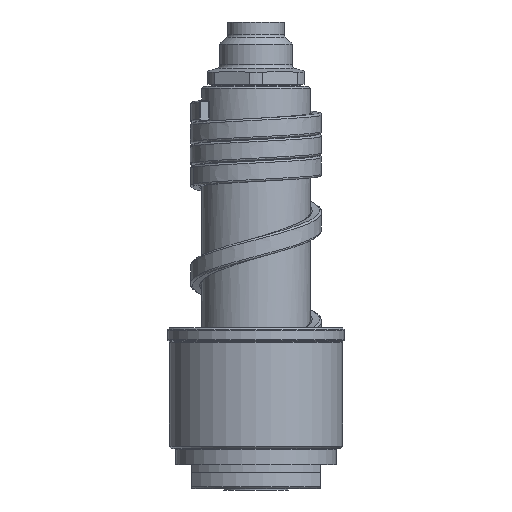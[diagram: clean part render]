
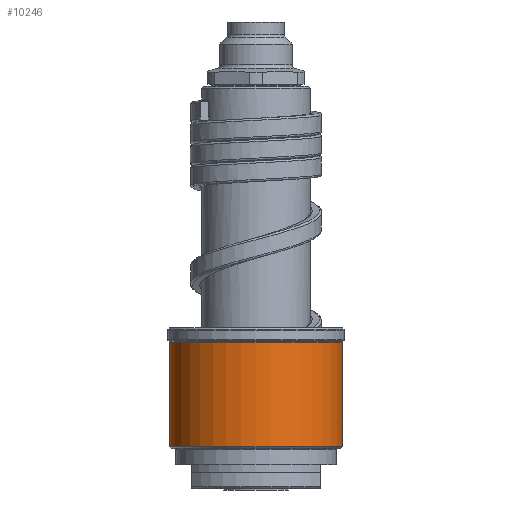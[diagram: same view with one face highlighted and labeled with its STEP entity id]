
A CAD part, front view. The second image highlights one B-rep face of the part: STEP entity #10246.
In plain terms, the highlighted cylindrical face has radius 21.5 mm (diameter 43 mm), a partial arc.
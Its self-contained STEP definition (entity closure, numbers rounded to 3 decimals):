
#3068=CARTESIAN_POINT('',(0.,0.,10.583));
#3069=DIRECTION('',(0.,0.,1.));
#3070=DIRECTION('',(-1.,0.,0.));
#3071=AXIS2_PLACEMENT_3D('',#3068,#3069,#3070);
#3073=DIRECTION('',(0.,0.,-1.));
#3074=VECTOR('',#3073,25.834);
#3075=CARTESIAN_POINT('',(-21.5,0.,36.417));
#3076=LINE('',#3075,#3074);
#3077=CARTESIAN_POINT('',(0.,0.,36.417));
#3078=DIRECTION('',(0.,0.,1.));
#3079=DIRECTION('',(-1.,0.,0.));
#3080=AXIS2_PLACEMENT_3D('',#3077,#3078,#3079);
#3082=DIRECTION('',(0.,0.,-1.));
#3083=VECTOR('',#3082,25.834);
#3084=CARTESIAN_POINT('',(21.5,0.,36.417));
#3085=LINE('',#3084,#3083);
#5841=CARTESIAN_POINT('',(21.5,0.,36.417));
#5842=CARTESIAN_POINT('',(-21.5,0.,36.417));
#5843=VERTEX_POINT('',#5841);
#5844=VERTEX_POINT('',#5842);
#5867=CARTESIAN_POINT('',(21.5,0.,10.583));
#5868=VERTEX_POINT('',#5867);
#5869=CARTESIAN_POINT('',(-21.5,0.,10.583));
#5870=VERTEX_POINT('',#5869);
#10234=CARTESIAN_POINT('',(0.,0.,8.5));
#10235=DIRECTION('',(0.,0.,1.));
#10236=DIRECTION('',(-1.,0.,0.));
#10237=AXIS2_PLACEMENT_3D('',#10234,#10235,#10236);
#10238=CYLINDRICAL_SURFACE('',#10237,21.5);
#10239=ORIENTED_EDGE('',*,*,#8469,.F.);
#10240=ORIENTED_EDGE('',*,*,#8450,.F.);
#10242=ORIENTED_EDGE('',*,*,#10241,.T.);
#10243=ORIENTED_EDGE('',*,*,#8446,.T.);
#10244=EDGE_LOOP('',(#10239,#10240,#10242,#10243));
#10245=FACE_OUTER_BOUND('',#10244,.F.);
#3072=CIRCLE('',#3071,21.5);
#3081=CIRCLE('',#3080,21.5);
#8446=EDGE_CURVE('',#5843,#5868,#3085,.T.);
#8450=EDGE_CURVE('',#5844,#5870,#3076,.T.);
#8469=EDGE_CURVE('',#5870,#5868,#3072,.T.);
#10241=EDGE_CURVE('',#5844,#5843,#3081,.T.);
#10246=ADVANCED_FACE('',(#10245),#10238,.T.);
